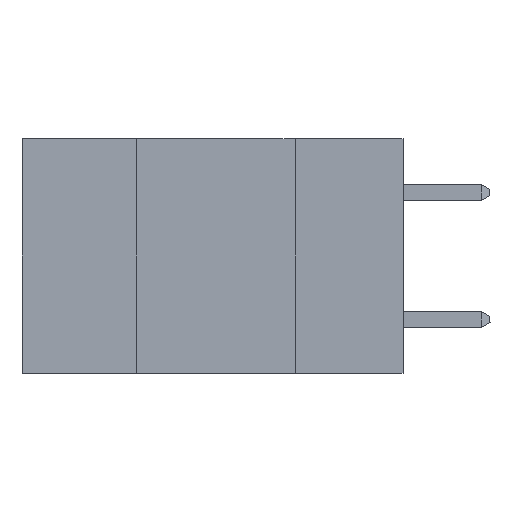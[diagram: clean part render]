
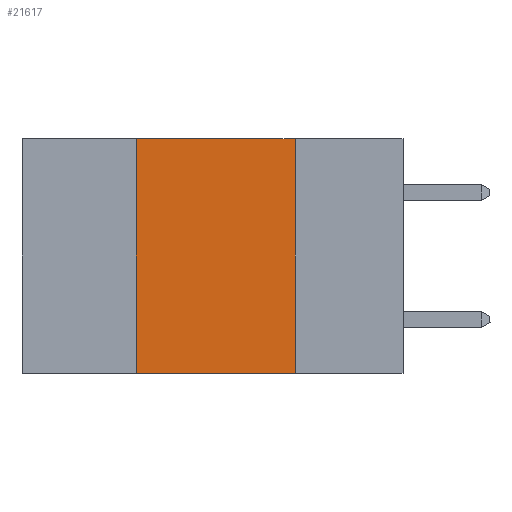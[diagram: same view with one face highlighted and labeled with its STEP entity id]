
A CAD part, left-side view. The second image highlights one B-rep face of the part: STEP entity #21617.
In plain terms, the highlighted planar face has unit normal (-1, 0, 0).
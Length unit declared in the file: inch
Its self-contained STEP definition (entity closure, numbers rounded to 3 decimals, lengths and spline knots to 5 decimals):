
#1058 = CARTESIAN_POINT ( 'NONE',  ( 0., 0.17, -0.37 ) ) ;
#1348 = CARTESIAN_POINT ( 'NONE',  ( 0., 0.17, 0. ) ) ;
#1395 = EDGE_CURVE ( 'NONE', #13422, #15909, #5718, .T. ) ;
#1933 = ORIENTED_EDGE ( 'NONE', *, *, #18042, .T. ) ;
#4415 = ORIENTED_EDGE ( 'NONE', *, *, #1395, .F. ) ;
#5069 = DIRECTION ( 'NONE',  ( 0., 0., -1. ) ) ;
#5338 = ORIENTED_EDGE ( 'NONE', *, *, #15400, .F. ) ;
#5718 = LINE ( 'NONE', #7347, #19236 ) ;
#6196 = PLANE ( 'NONE',  #15560 ) ;
#7243 = LINE ( 'NONE', #12165, #7802 ) ;
#7347 = CARTESIAN_POINT ( 'NONE',  ( 0., 0.6, 0. ) ) ;
#7549 = VERTEX_POINT ( 'NONE', #20702 ) ;
#7802 = VECTOR ( 'NONE', #5069, 39.37008 ) ;
#7982 = DIRECTION ( 'NONE',  ( 0., 0., -1. ) ) ;
#8474 = LINE ( 'NONE', #13671, #13163 ) ;
#8633 = VERTEX_POINT ( 'NONE', #1058 ) ;
#9150 = CARTESIAN_POINT ( 'NONE',  ( 0., 0.42, 0. ) ) ;
#10071 = EDGE_LOOP ( 'NONE', ( #5338, #4415, #19610, #1933 ) ) ;
#11070 = EDGE_CURVE ( 'NONE', #7549, #13422, #20643, .T. ) ;
#12165 = CARTESIAN_POINT ( 'NONE',  ( 0., 0.17, 0. ) ) ;
#12730 = DIRECTION ( 'NONE',  ( 0., -1., 0. ) ) ;
#13163 = VECTOR ( 'NONE', #18929, 39.37008 ) ;
#13223 = CARTESIAN_POINT ( 'NONE',  ( 0., 0.6, 0. ) ) ;
#13422 = VERTEX_POINT ( 'NONE', #15794 ) ;
#13671 = CARTESIAN_POINT ( 'NONE',  ( 0., 0.6, -0.37 ) ) ;
#14428 = DIRECTION ( 'NONE',  ( 0., 0., 1. ) ) ;
#15400 = EDGE_CURVE ( 'NONE', #15909, #8633, #7243, .T. ) ;
#15560 = AXIS2_PLACEMENT_3D ( 'NONE', #13223, #18538, #7982 ) ;
#15794 = CARTESIAN_POINT ( 'NONE',  ( 0., 0.42, 0. ) ) ;
#15909 = VERTEX_POINT ( 'NONE', #1348 ) ;
#15978 = VECTOR ( 'NONE', #14428, 39.37008 ) ;
#18042 = EDGE_CURVE ( 'NONE', #7549, #8633, #8474, .T. ) ;
#18538 = DIRECTION ( 'NONE',  ( 1., 0., 0. ) ) ;
#18929 = DIRECTION ( 'NONE',  ( 0., -1., 0. ) ) ;
#19236 = VECTOR ( 'NONE', #12730, 39.37008 ) ;
#19610 = ORIENTED_EDGE ( 'NONE', *, *, #11070, .F. ) ;
#20643 = LINE ( 'NONE', #9150, #15978 ) ;
#20702 = CARTESIAN_POINT ( 'NONE',  ( 0., 0.42, -0.37 ) ) ;
#21617 = ADVANCED_FACE ( 'NONE', ( #22343 ), #6196, .F. ) ;
#22343 = FACE_OUTER_BOUND ( 'NONE', #10071, .T. ) ;
